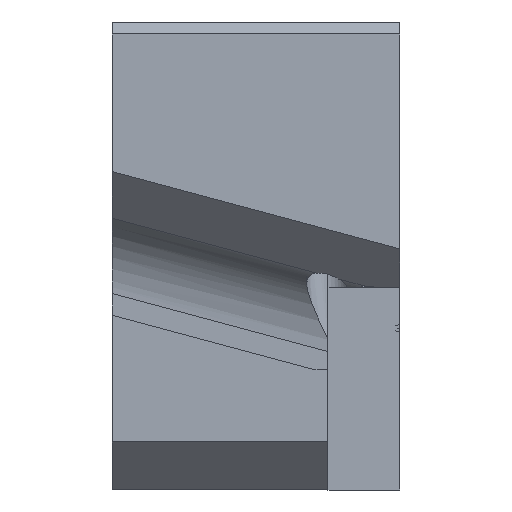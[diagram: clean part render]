
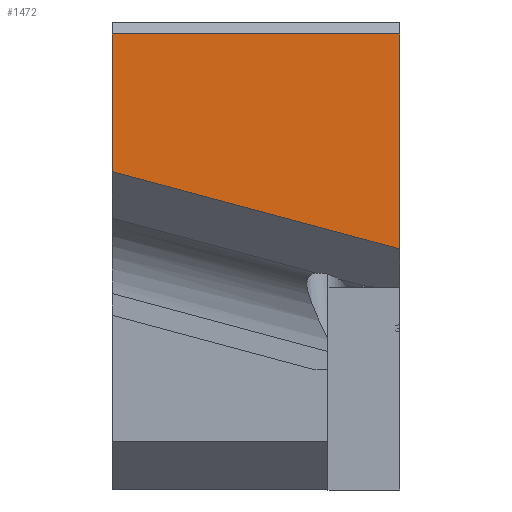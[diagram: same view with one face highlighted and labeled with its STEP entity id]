
A CAD part, left-side view. The second image highlights one B-rep face of the part: STEP entity #1472.
In plain terms, the highlighted planar face has unit normal (-1, 0, 0).
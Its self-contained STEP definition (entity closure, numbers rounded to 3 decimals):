
#207 = VERTEX_POINT ( 'NONE', #410 ) ;
#410 = CARTESIAN_POINT ( 'NONE',  ( -110., 0., -0.5 ) ) ;
#413 = CARTESIAN_POINT ( 'NONE',  ( -110., 12., -0.5 ) ) ;
#487 = LINE ( 'NONE', #1343, #1471 ) ;
#769 = EDGE_LOOP ( 'NONE', ( #1614, #1624, #1622, #1620 ) ) ;
#836 = DIRECTION ( 'NONE',  ( 0., 0., -1. ) ) ;
#838 = DIRECTION ( 'NONE',  ( 1., 0., 0. ) ) ;
#839 = CARTESIAN_POINT ( 'NONE',  ( -110., 0., 0. ) ) ;
#844 = PLANE ( 'NONE',  #1107 ) ;
#873 = VECTOR ( 'NONE', #2074, 1000. ) ;
#1002 = VECTOR ( 'NONE', #2218, 1000. ) ;
#1107 = AXIS2_PLACEMENT_3D ( 'NONE', #839, #838, #836 ) ;
#1280 = FACE_OUTER_BOUND ( 'NONE', #769, .T. ) ;
#1319 = DIRECTION ( 'NONE',  ( 0., 0., 1. ) ) ;
#1343 = CARTESIAN_POINT ( 'NONE',  ( -110., 0., 0. ) ) ;
#1471 = VECTOR ( 'NONE', #1319, 1000. ) ;
#1472 = ADVANCED_FACE ( 'NONE', ( #1280 ), #844, .F. ) ;
#1614 = ORIENTED_EDGE ( 'NONE', *, *, #2158, .T. ) ;
#1620 = ORIENTED_EDGE ( 'NONE', *, *, #2046, .T. ) ;
#1622 = ORIENTED_EDGE ( 'NONE', *, *, #2073, .T. ) ;
#1624 = ORIENTED_EDGE ( 'NONE', *, *, #2070, .T. ) ;
#1699 = VERTEX_POINT ( 'NONE', #413 ) ;
#1882 = VECTOR ( 'NONE', #2058, 1000. ) ;
#1945 = LINE ( 'NONE', #2095, #1882 ) ;
#1998 = LINE ( 'NONE', #2435, #1002 ) ;
#2006 = CARTESIAN_POINT ( 'NONE',  ( -110., 12., -6.236 ) ) ;
#2046 = EDGE_CURVE ( 'NONE', #2436, #2506, #1998, .T. ) ;
#2058 = DIRECTION ( 'NONE',  ( 0., 1., 0. ) ) ;
#2070 = EDGE_CURVE ( 'NONE', #207, #1699, #1945, .T. ) ;
#2073 = EDGE_CURVE ( 'NONE', #1699, #2436, #2379, .T. ) ;
#2074 = DIRECTION ( 'NONE',  ( 0., 0., -1. ) ) ;
#2095 = CARTESIAN_POINT ( 'NONE',  ( -110., 0., -0.5 ) ) ;
#2098 = CARTESIAN_POINT ( 'NONE',  ( -110., 12., 0. ) ) ;
#2158 = EDGE_CURVE ( 'NONE', #2506, #207, #487, .T. ) ;
#2218 = DIRECTION ( 'NONE',  ( 0., -0.966, -0.259 ) ) ;
#2221 = CARTESIAN_POINT ( 'NONE',  ( -110., 0., -9.451 ) ) ;
#2379 = LINE ( 'NONE', #2098, #873 ) ;
#2435 = CARTESIAN_POINT ( 'NONE',  ( -110., 2.363, -8.818 ) ) ;
#2436 = VERTEX_POINT ( 'NONE', #2006 ) ;
#2506 = VERTEX_POINT ( 'NONE', #2221 ) ;
